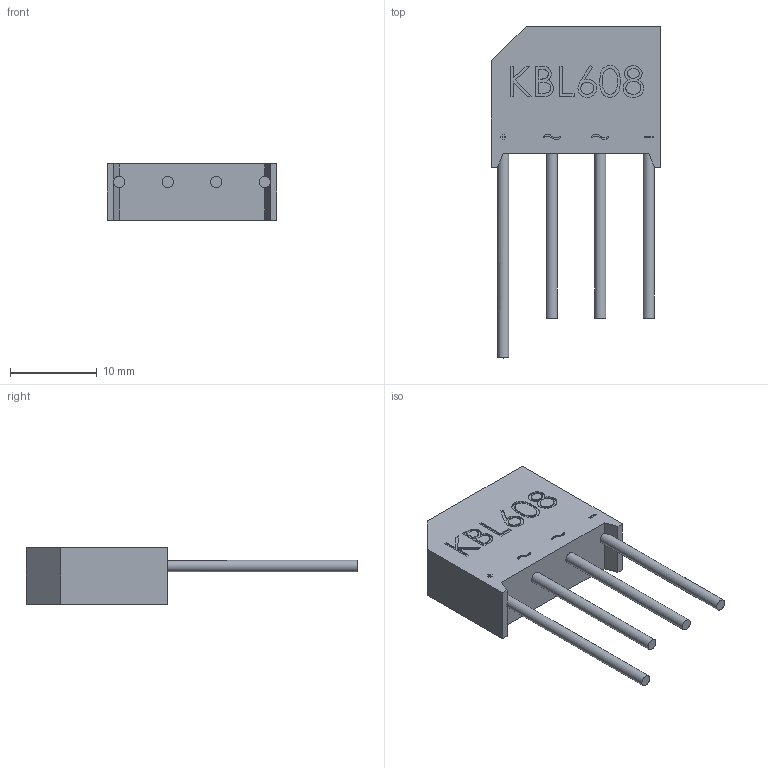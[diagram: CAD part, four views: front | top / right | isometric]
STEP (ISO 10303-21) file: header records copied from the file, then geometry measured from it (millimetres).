
FILE_DESCRIPTION(/* description */ (''),/* implementation_level */ '2;1');
FILE_NAME(/* name */ 'KBL608.step',/* time_stamp */ '2019-08-28T14:55:48-05:00',/* author */ (''),/* organization */ (''),/* preprocessor_version */ 'ST-DEVELOPER v18',/* originating_system */ 'Autodesk Translation Framework v8.6.0.1094',/* authorisation */ '');
FILE_SCHEMA (('AUTOMOTIVE_DESIGN { 1 0 10303 214 3 1 1 }'));
Length unit declared in the file: millimetre
Products named in the file (1): (Unsaved)
Bounding box: 19.5 x 38.3 x 6.5 mm (x, y, z)
Volume: 1936.1 mm3; surface area: 1367.2 mm2
Topology: 1 solids, 1 shells, 138 faces, 352 edges, 234 vertices
Faces by surface type: plane 82, bspline 44, cylinder 12
Full cylindrical faces by diameter (mm): 1.3 x4
Entity records: 6895 total; most frequent: CARTESIAN_POINT 3673, ORIENTED_EDGE 704, DIRECTION 484, EDGE_CURVE 352, LINE 234, VECTOR 234, VERTEX_POINT 234, EDGE_LOOP 156
